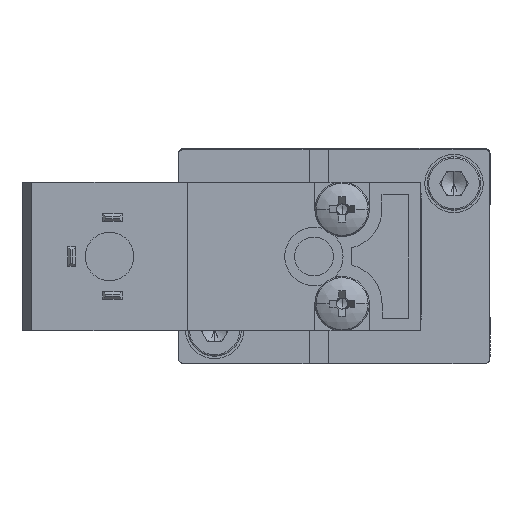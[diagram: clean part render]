
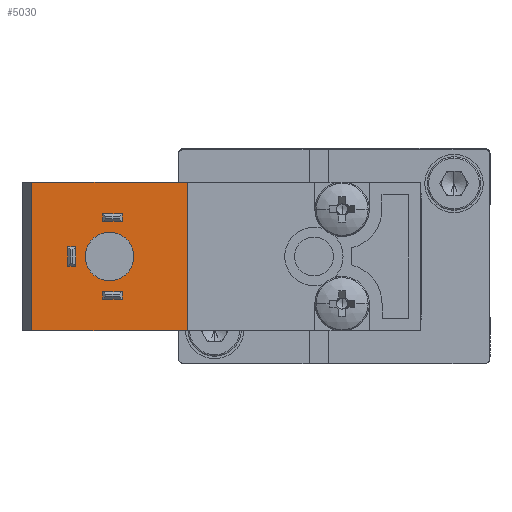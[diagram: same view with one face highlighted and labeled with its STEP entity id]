
A CAD part, left-side view. The second image highlights one B-rep face of the part: STEP entity #5030.
In plain terms, the highlighted planar face has unit normal (-1, 0, 0).
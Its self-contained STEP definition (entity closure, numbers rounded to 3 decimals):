
#132 = ORIENTED_EDGE ( 'NONE', *, *, #7971, .T. ) ;
#192 = FACE_BOUND ( 'NONE', #14437, .T. ) ;
#290 = DIRECTION ( 'NONE',  ( 0., 0., 1. ) ) ;
#298 = VECTOR ( 'NONE', #9637, 1000. ) ;
#592 = DIRECTION ( 'NONE',  ( 0., 1., 0. ) ) ;
#693 = VECTOR ( 'NONE', #14843, 1000. ) ;
#724 = EDGE_CURVE ( 'NONE', #19143, #5481, #4369, .T. ) ;
#733 = FACE_BOUND ( 'NONE', #912, .T. ) ;
#912 = EDGE_LOOP ( 'NONE', ( #7316, #18852 ) ) ;
#970 = CARTESIAN_POINT ( 'NONE',  ( -89.35, 37.8, 7.4 ) ) ;
#1436 = CARTESIAN_POINT ( 'NONE',  ( -89.35, 47.1, 18.65 ) ) ;
#1680 = EDGE_CURVE ( 'NONE', #7752, #17744, #9846, .T. ) ;
#1718 = CARTESIAN_POINT ( 'NONE',  ( -89.35, 39.1, 11. ) ) ;
#1735 = EDGE_CURVE ( 'NONE', #4658, #10300, #10254, .T. ) ;
#1759 = LINE ( 'NONE', #20522, #14892 ) ;
#1859 = CARTESIAN_POINT ( 'NONE',  ( -89.35, 39.8, 6.6 ) ) ;
#1957 = LINE ( 'NONE', #11325, #298 ) ;
#2387 = VECTOR ( 'NONE', #10594, 1000. ) ;
#2388 = VECTOR ( 'NONE', #22060, 1000. ) ;
#2405 = FACE_BOUND ( 'NONE', #16788, .T. ) ;
#2575 = ORIENTED_EDGE ( 'NONE', *, *, #13873, .T. ) ;
#2820 = DIRECTION ( 'NONE',  ( 0., 0., 1. ) ) ;
#3001 = CARTESIAN_POINT ( 'NONE',  ( -89.35, 39.6, 14.6 ) ) ;
#3069 = DIRECTION ( 'NONE',  ( 0., -1., 0. ) ) ;
#3117 = ORIENTED_EDGE ( 'NONE', *, *, #11922, .F. ) ;
#3133 = ORIENTED_EDGE ( 'NONE', *, *, #15243, .T. ) ;
#3242 = CIRCLE ( 'NONE', #16863, 2.5 ) ;
#3299 = VERTEX_POINT ( 'NONE', #16818 ) ;
#3553 = CARTESIAN_POINT ( 'NONE',  ( -89.35, 39.8, 6.6 ) ) ;
#4195 = CARTESIAN_POINT ( 'NONE',  ( -89.35, 37.8, 6.6 ) ) ;
#4228 = CARTESIAN_POINT ( 'NONE',  ( -89.35, 42.6, 11. ) ) ;
#4299 = CARTESIAN_POINT ( 'NONE',  ( -89.35, 43.4, 10. ) ) ;
#4369 = LINE ( 'NONE', #1859, #6837 ) ;
#4500 = VERTEX_POINT ( 'NONE', #4195 ) ;
#4638 = VECTOR ( 'NONE', #13164, 1000. ) ;
#4658 = VERTEX_POINT ( 'NONE', #16268 ) ;
#4721 = CARTESIAN_POINT ( 'NONE',  ( -89.35, 42.6, 10. ) ) ;
#5030 = ADVANCED_FACE ( 'NONE', ( #13346, #2405, #192, #733, #17414 ), #14270, .T. ) ;
#5196 = ORIENTED_EDGE ( 'NONE', *, *, #6323, .T. ) ;
#5481 = VERTEX_POINT ( 'NONE', #3553 ) ;
#5740 = DIRECTION ( 'NONE',  ( -1., 0., 0. ) ) ;
#5804 = CARTESIAN_POINT ( 'NONE',  ( -89.35, 37.8, 15.4 ) ) ;
#5865 = CARTESIAN_POINT ( 'NONE',  ( -89.35, 43.4, 11. ) ) ;
#5985 = ORIENTED_EDGE ( 'NONE', *, *, #19835, .F. ) ;
#6292 = ORIENTED_EDGE ( 'NONE', *, *, #6916, .T. ) ;
#6323 = EDGE_CURVE ( 'NONE', #4500, #5481, #19560, .T. ) ;
#6589 = VERTEX_POINT ( 'NONE', #19237 ) ;
#6762 = CARTESIAN_POINT ( 'NONE',  ( -89.35, 43.4, 12. ) ) ;
#6837 = VECTOR ( 'NONE', #15776, 1000. ) ;
#6916 = EDGE_CURVE ( 'NONE', #19143, #14695, #7473, .T. ) ;
#6955 = CARTESIAN_POINT ( 'NONE',  ( -89.35, 37.8, 14.6 ) ) ;
#7011 = LINE ( 'NONE', #6762, #2387 ) ;
#7012 = LINE ( 'NONE', #970, #2388 ) ;
#7294 = VERTEX_POINT ( 'NONE', #10802 ) ;
#7316 = ORIENTED_EDGE ( 'NONE', *, *, #19065, .T. ) ;
#7473 = LINE ( 'NONE', #11752, #18389 ) ;
#7636 = DIRECTION ( 'NONE',  ( 0., 0., 1. ) ) ;
#7644 = LINE ( 'NONE', #5804, #21029 ) ;
#7747 = ORIENTED_EDGE ( 'NONE', *, *, #1735, .T. ) ;
#7752 = VERTEX_POINT ( 'NONE', #6955 ) ;
#7800 = LINE ( 'NONE', #4721, #11358 ) ;
#7971 = EDGE_CURVE ( 'NONE', #14250, #22451, #22412, .T. ) ;
#8236 = EDGE_CURVE ( 'NONE', #7752, #10300, #7644, .T. ) ;
#8577 = ORIENTED_EDGE ( 'NONE', *, *, #724, .F. ) ;
#8775 = EDGE_CURVE ( 'NONE', #16545, #6589, #3242, .T. ) ;
#9074 = DIRECTION ( 'NONE',  ( 1., 0., 0. ) ) ;
#9077 = DIRECTION ( 'NONE',  ( 0., 1., 0. ) ) ;
#9093 = CARTESIAN_POINT ( 'NONE',  ( -89.35, 39.1, 8.5 ) ) ;
#9487 = ORIENTED_EDGE ( 'NONE', *, *, #22547, .F. ) ;
#9637 = DIRECTION ( 'NONE',  ( 0., 0., 1. ) ) ;
#9682 = ORIENTED_EDGE ( 'NONE', *, *, #8236, .F. ) ;
#9846 = LINE ( 'NONE', #3001, #10382 ) ;
#9999 = CARTESIAN_POINT ( 'NONE',  ( -89.35, 39.8, 14.6 ) ) ;
#10254 = LINE ( 'NONE', #15469, #16808 ) ;
#10300 = VERTEX_POINT ( 'NONE', #17754 ) ;
#10382 = VECTOR ( 'NONE', #22012, 1000. ) ;
#10388 = ORIENTED_EDGE ( 'NONE', *, *, #17535, .T. ) ;
#10465 = VERTEX_POINT ( 'NONE', #4299 ) ;
#10594 = DIRECTION ( 'NONE',  ( 0., 1., 0. ) ) ;
#10778 = CARTESIAN_POINT ( 'NONE',  ( -89.35, 37.8, 7.4 ) ) ;
#10802 = CARTESIAN_POINT ( 'NONE',  ( -89.35, 42.6, 12. ) ) ;
#10854 = LINE ( 'NONE', #5865, #16599 ) ;
#10967 = LINE ( 'NONE', #9999, #4638 ) ;
#11229 = ORIENTED_EDGE ( 'NONE', *, *, #1680, .T. ) ;
#11325 = CARTESIAN_POINT ( 'NONE',  ( -89.35, 47.1, 7.175 ) ) ;
#11358 = VECTOR ( 'NONE', #15300, 1000. ) ;
#11752 = CARTESIAN_POINT ( 'NONE',  ( -89.35, 39.6, 7.4 ) ) ;
#11922 = EDGE_CURVE ( 'NONE', #3299, #22451, #1957, .T. ) ;
#12889 = VECTOR ( 'NONE', #9077, 1000. ) ;
#13164 = DIRECTION ( 'NONE',  ( 0., 0., -1. ) ) ;
#13346 = FACE_BOUND ( 'NONE', #21515, .T. ) ;
#13873 = EDGE_CURVE ( 'NONE', #18875, #14250, #1759, .T. ) ;
#13897 = CARTESIAN_POINT ( 'NONE',  ( -89.35, 43.4, 12. ) ) ;
#13947 = CARTESIAN_POINT ( 'NONE',  ( -89.35, 39.8, 7.4 ) ) ;
#14011 = AXIS2_PLACEMENT_3D ( 'NONE', #19744, #5740, #19593 ) ;
#14096 = DIRECTION ( 'NONE',  ( 0., 0., 1. ) ) ;
#14250 = VERTEX_POINT ( 'NONE', #19883 ) ;
#14270 = PLANE ( 'NONE',  #14011 ) ;
#14437 = EDGE_LOOP ( 'NONE', ( #3133, #20216, #10388, #9487 ) ) ;
#14695 = VERTEX_POINT ( 'NONE', #10778 ) ;
#14843 = DIRECTION ( 'NONE',  ( 0., 1., 0. ) ) ;
#14892 = VECTOR ( 'NONE', #2820, 1000. ) ;
#15027 = AXIS2_PLACEMENT_3D ( 'NONE', #1718, #19271, #14096 ) ;
#15098 = CIRCLE ( 'NONE', #15027, 2.5 ) ;
#15243 = EDGE_CURVE ( 'NONE', #7294, #22429, #21920, .T. ) ;
#15278 = DIRECTION ( 'NONE',  ( 0., -1., 0. ) ) ;
#15300 = DIRECTION ( 'NONE',  ( 0., -1., 0. ) ) ;
#15443 = CARTESIAN_POINT ( 'NONE',  ( -89.35, 39.8, 14.6 ) ) ;
#15469 = CARTESIAN_POINT ( 'NONE',  ( -89.35, 39.6, 15.4 ) ) ;
#15776 = DIRECTION ( 'NONE',  ( 0., 0., -1. ) ) ;
#15907 = CARTESIAN_POINT ( 'NONE',  ( -89.35, 39.1, 11. ) ) ;
#16268 = CARTESIAN_POINT ( 'NONE',  ( -89.35, 39.8, 15.4 ) ) ;
#16434 = VECTOR ( 'NONE', #592, 1000. ) ;
#16545 = VERTEX_POINT ( 'NONE', #9093 ) ;
#16599 = VECTOR ( 'NONE', #7636, 1000. ) ;
#16788 = EDGE_LOOP ( 'NONE', ( #18796, #5196, #8577, #6292 ) ) ;
#16808 = VECTOR ( 'NONE', #3069, 1000. ) ;
#16818 = CARTESIAN_POINT ( 'NONE',  ( -89.35, 47.1, 3.35 ) ) ;
#16863 = AXIS2_PLACEMENT_3D ( 'NONE', #15907, #9074, #290 ) ;
#17414 = FACE_OUTER_BOUND ( 'NONE', #18073, .T. ) ;
#17535 = EDGE_CURVE ( 'NONE', #10465, #20164, #10854, .T. ) ;
#17744 = VERTEX_POINT ( 'NONE', #15443 ) ;
#17754 = CARTESIAN_POINT ( 'NONE',  ( -89.35, 37.8, 15.4 ) ) ;
#17939 = CARTESIAN_POINT ( 'NONE',  ( -89.35, 7.1, 3.35 ) ) ;
#18073 = EDGE_LOOP ( 'NONE', ( #2575, #132, #3117, #5985 ) ) ;
#18145 = DIRECTION ( 'NONE',  ( 0., 0., -1. ) ) ;
#18389 = VECTOR ( 'NONE', #15278, 1000. ) ;
#18796 = ORIENTED_EDGE ( 'NONE', *, *, #21423, .F. ) ;
#18852 = ORIENTED_EDGE ( 'NONE', *, *, #8775, .T. ) ;
#18875 = VERTEX_POINT ( 'NONE', #21640 ) ;
#19065 = EDGE_CURVE ( 'NONE', #6589, #16545, #15098, .T. ) ;
#19143 = VERTEX_POINT ( 'NONE', #13947 ) ;
#19237 = CARTESIAN_POINT ( 'NONE',  ( -89.35, 39.1, 13.5 ) ) ;
#19252 = CARTESIAN_POINT ( 'NONE',  ( -89.35, 39.6, 18.65 ) ) ;
#19271 = DIRECTION ( 'NONE',  ( 1., 0., 0. ) ) ;
#19498 = EDGE_CURVE ( 'NONE', #4658, #17744, #10967, .T. ) ;
#19560 = LINE ( 'NONE', #20014, #693 ) ;
#19593 = DIRECTION ( 'NONE',  ( 0., 0., 1. ) ) ;
#19658 = DIRECTION ( 'NONE',  ( 0., 0., 1. ) ) ;
#19717 = LINE ( 'NONE', #17939, #16434 ) ;
#19744 = CARTESIAN_POINT ( 'NONE',  ( -89.35, 39.6, 11. ) ) ;
#19835 = EDGE_CURVE ( 'NONE', #18875, #3299, #19717, .T. ) ;
#19883 = CARTESIAN_POINT ( 'NONE',  ( -89.35, 31.1, 18.65 ) ) ;
#20014 = CARTESIAN_POINT ( 'NONE',  ( -89.35, 39.6, 6.6 ) ) ;
#20164 = VERTEX_POINT ( 'NONE', #13897 ) ;
#20216 = ORIENTED_EDGE ( 'NONE', *, *, #22008, .F. ) ;
#20522 = CARTESIAN_POINT ( 'NONE',  ( -89.35, 31.1, 11. ) ) ;
#21029 = VECTOR ( 'NONE', #19658, 1000. ) ;
#21411 = ORIENTED_EDGE ( 'NONE', *, *, #19498, .F. ) ;
#21423 = EDGE_CURVE ( 'NONE', #4500, #14695, #7012, .T. ) ;
#21515 = EDGE_LOOP ( 'NONE', ( #9682, #11229, #21411, #7747 ) ) ;
#21640 = CARTESIAN_POINT ( 'NONE',  ( -89.35, 31.1, 3.35 ) ) ;
#21920 = LINE ( 'NONE', #4228, #22187 ) ;
#22008 = EDGE_CURVE ( 'NONE', #10465, #22429, #7800, .T. ) ;
#22012 = DIRECTION ( 'NONE',  ( 0., 1., 0. ) ) ;
#22060 = DIRECTION ( 'NONE',  ( 0., 0., 1. ) ) ;
#22123 = CARTESIAN_POINT ( 'NONE',  ( -89.35, 42.6, 10. ) ) ;
#22187 = VECTOR ( 'NONE', #18145, 1000. ) ;
#22412 = LINE ( 'NONE', #19252, #12889 ) ;
#22429 = VERTEX_POINT ( 'NONE', #22123 ) ;
#22451 = VERTEX_POINT ( 'NONE', #1436 ) ;
#22547 = EDGE_CURVE ( 'NONE', #7294, #20164, #7011, .T. ) ;
